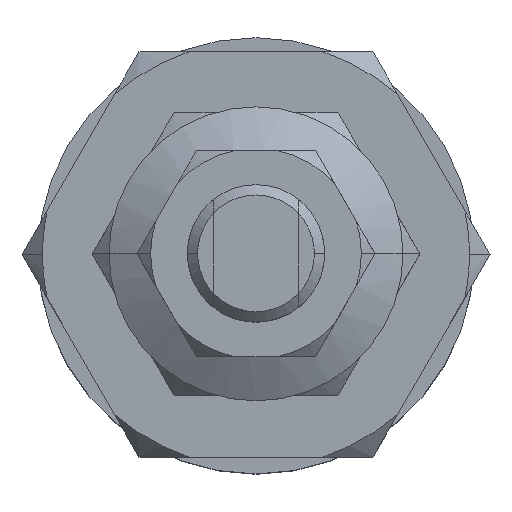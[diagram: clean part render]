
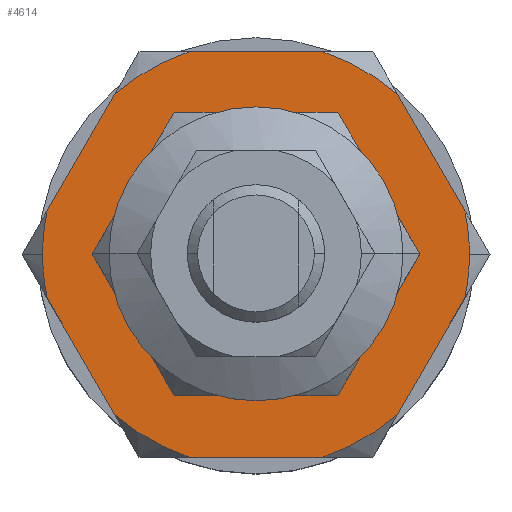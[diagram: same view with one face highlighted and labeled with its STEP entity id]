
A CAD part, top view. The second image highlights one B-rep face of the part: STEP entity #4614.
In plain terms, the highlighted planar face has unit normal (0, 0, 1).
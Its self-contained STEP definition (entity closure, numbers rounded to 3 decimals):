
#3490=CARTESIAN_POINT('',(342.471,-52.6,122.525));
#3491=VERTEX_POINT('',#3490);
#3507=CARTESIAN_POINT('',(381.471,-52.6,122.525));
#3508=VERTEX_POINT('',#3507);
#3515=CARTESIAN_POINT('',(361.971,-52.6,122.525));
#3516=DIRECTION('',(0.0,0.0,-1.0));
#3517=DIRECTION('',(-1.0,0.0,0.0));
#3518=AXIS2_PLACEMENT_3D('',#3515,#3516,#3517);
#3519=CIRCLE('',#3518,19.5);
#3520=EDGE_CURVE('',#3491,#3508,#3519,.T.);
#3530=CARTESIAN_POINT('',(393.035,-52.6,122.525));
#3531=VERTEX_POINT('',#3530);
#3540=CARTESIAN_POINT('',(392.384,-58.922,122.525));
#3541=VERTEX_POINT('',#3540);
#3542=CARTESIAN_POINT('',(361.971,-52.6,122.525));
#3543=DIRECTION('',(0.0,0.0,1.0));
#3544=DIRECTION('',(1.0,0.0,0.0));
#3545=AXIS2_PLACEMENT_3D('',#3542,#3543,#3544);
#3546=CIRCLE('',#3545,31.064);
#3547=EDGE_CURVE('',#3541,#3531,#3546,.T.);
#3572=CARTESIAN_POINT('',(330.907,-52.6,122.525));
#3573=VERTEX_POINT('',#3572);
#3580=CARTESIAN_POINT('',(331.557,-58.922,122.525));
#3581=VERTEX_POINT('',#3580);
#3595=CARTESIAN_POINT('',(361.971,-52.6,122.525));
#3596=DIRECTION('',(0.0,0.0,1.0));
#3597=DIRECTION('',(1.0,0.0,0.0));
#3598=AXIS2_PLACEMENT_3D('',#3595,#3596,#3597);
#3599=CIRCLE('',#3598,31.064);
#3600=EDGE_CURVE('',#3573,#3581,#3599,.T.);
#4109=CARTESIAN_POINT('',(331.557,-46.278,122.525));
#4110=VERTEX_POINT('',#4109);
#4111=CARTESIAN_POINT('',(361.971,-52.6,122.525));
#4112=DIRECTION('',(0.0,0.0,1.0));
#4113=DIRECTION('',(1.0,0.0,0.0));
#4114=AXIS2_PLACEMENT_3D('',#4111,#4112,#4113);
#4115=CIRCLE('',#4114,31.064);
#4116=EDGE_CURVE('',#4110,#3573,#4115,.T.);
#4139=CARTESIAN_POINT('',(352.239,-82.1,122.525));
#4140=VERTEX_POINT('',#4139);
#4156=CARTESIAN_POINT('',(341.289,-75.778,122.525));
#4157=VERTEX_POINT('',#4156);
#4158=CARTESIAN_POINT('',(361.971,-52.6,122.525));
#4159=DIRECTION('',(0.0,0.0,1.0));
#4160=DIRECTION('',(1.0,0.0,0.0));
#4161=AXIS2_PLACEMENT_3D('',#4158,#4159,#4160);
#4162=CIRCLE('',#4161,31.064);
#4163=EDGE_CURVE('',#4157,#4140,#4162,.T.);
#4188=CARTESIAN_POINT('',(352.239,-23.1,122.525));
#4189=VERTEX_POINT('',#4188);
#4203=CARTESIAN_POINT('',(341.289,-29.422,122.525));
#4204=VERTEX_POINT('',#4203);
#4218=CARTESIAN_POINT('',(361.971,-52.6,122.525));
#4219=DIRECTION('',(0.0,0.0,1.0));
#4220=DIRECTION('',(1.0,0.0,0.0));
#4221=AXIS2_PLACEMENT_3D('',#4218,#4219,#4220);
#4222=CIRCLE('',#4221,31.064);
#4223=EDGE_CURVE('',#4189,#4204,#4222,.T.);
#4235=CARTESIAN_POINT('',(382.653,-29.422,122.525));
#4236=VERTEX_POINT('',#4235);
#4250=CARTESIAN_POINT('',(371.702,-23.1,122.525));
#4251=VERTEX_POINT('',#4250);
#4265=CARTESIAN_POINT('',(361.971,-52.6,122.525));
#4266=DIRECTION('',(0.0,0.0,1.0));
#4267=DIRECTION('',(1.0,0.0,0.0));
#4268=AXIS2_PLACEMENT_3D('',#4265,#4266,#4267);
#4269=CIRCLE('',#4268,31.064);
#4270=EDGE_CURVE('',#4236,#4251,#4269,.T.);
#4280=CARTESIAN_POINT('',(382.653,-75.778,122.525));
#4281=VERTEX_POINT('',#4280);
#4297=CARTESIAN_POINT('',(371.702,-82.1,122.525));
#4298=VERTEX_POINT('',#4297);
#4299=CARTESIAN_POINT('',(361.971,-52.6,122.525));
#4300=DIRECTION('',(0.0,0.0,1.0));
#4301=DIRECTION('',(1.0,0.0,0.0));
#4302=AXIS2_PLACEMENT_3D('',#4299,#4300,#4301);
#4303=CIRCLE('',#4302,31.064);
#4304=EDGE_CURVE('',#4298,#4281,#4303,.T.);
#4328=CARTESIAN_POINT('',(392.384,-46.278,122.525));
#4329=VERTEX_POINT('',#4328);
#4343=CARTESIAN_POINT('',(361.971,-52.6,122.525));
#4344=DIRECTION('',(0.0,0.0,1.0));
#4345=DIRECTION('',(1.0,0.0,0.0));
#4346=AXIS2_PLACEMENT_3D('',#4343,#4344,#4345);
#4347=CIRCLE('',#4346,31.064);
#4348=EDGE_CURVE('',#3531,#4329,#4347,.T.);
#4430=CARTESIAN_POINT('',(382.653,-29.422,122.525));
#4431=DIRECTION('',(0.5,-0.866,0.0));
#4432=VECTOR('',#4431,19.463);
#4433=LINE('',#4430,#4432);
#4434=EDGE_CURVE('',#4236,#4329,#4433,.T.);
#4461=CARTESIAN_POINT('',(352.239,-23.1,122.525));
#4462=DIRECTION('',(1.0,0.0,0.0));
#4463=VECTOR('',#4462,19.463);
#4464=LINE('',#4461,#4463);
#4465=EDGE_CURVE('',#4189,#4251,#4464,.T.);
#4487=CARTESIAN_POINT('',(331.557,-46.278,122.525));
#4488=DIRECTION('',(0.5,0.866,0.0));
#4489=VECTOR('',#4488,19.463);
#4490=LINE('',#4487,#4489);
#4491=EDGE_CURVE('',#4110,#4204,#4490,.T.);
#4504=CARTESIAN_POINT('',(361.971,-52.6,122.525));
#4505=DIRECTION('',(0.0,0.0,-1.0));
#4506=DIRECTION('',(-1.0,0.0,0.0));
#4507=AXIS2_PLACEMENT_3D('',#4504,#4505,#4506);
#4508=CIRCLE('',#4507,19.5);
#4509=EDGE_CURVE('',#3508,#3491,#4508,.T.);
#4524=CARTESIAN_POINT('',(392.384,-58.922,122.525));
#4525=DIRECTION('',(-0.5,-0.866,0.0));
#4526=VECTOR('',#4525,19.463);
#4527=LINE('',#4524,#4526);
#4528=EDGE_CURVE('',#3541,#4281,#4527,.T.);
#4550=CARTESIAN_POINT('',(371.702,-82.1,122.525));
#4551=DIRECTION('',(-1.0,0.0,0.0));
#4552=VECTOR('',#4551,19.463);
#4553=LINE('',#4550,#4552);
#4554=EDGE_CURVE('',#4298,#4140,#4553,.T.);
#4576=CARTESIAN_POINT('',(341.289,-75.778,122.525));
#4577=DIRECTION('',(-0.5,0.866,0.0));
#4578=VECTOR('',#4577,19.463);
#4579=LINE('',#4576,#4578);
#4580=EDGE_CURVE('',#4157,#3581,#4579,.T.);
#4589=CARTESIAN_POINT('',(344.939,-23.1,122.525));
#4590=DIRECTION('',(0.0,0.0,-1.0));
#4591=DIRECTION('',(-1.0,0.0,0.0));
#4592=AXIS2_PLACEMENT_3D('',#4589,#4590,#4591);
#4593=PLANE('',#4592);
#4594=ORIENTED_EDGE('',*,*,#3547,.T.);
#4595=ORIENTED_EDGE('',*,*,#4348,.T.);
#4596=ORIENTED_EDGE('',*,*,#4434,.F.);
#4597=ORIENTED_EDGE('',*,*,#4270,.T.);
#4598=ORIENTED_EDGE('',*,*,#4465,.F.);
#4599=ORIENTED_EDGE('',*,*,#4223,.T.);
#4600=ORIENTED_EDGE('',*,*,#4491,.F.);
#4601=ORIENTED_EDGE('',*,*,#4116,.T.);
#4602=ORIENTED_EDGE('',*,*,#3600,.T.);
#4603=ORIENTED_EDGE('',*,*,#4580,.F.);
#4604=ORIENTED_EDGE('',*,*,#4163,.T.);
#4605=ORIENTED_EDGE('',*,*,#4554,.F.);
#4606=ORIENTED_EDGE('',*,*,#4304,.T.);
#4607=ORIENTED_EDGE('',*,*,#4528,.F.);
#4608=EDGE_LOOP('',(#4594,#4595,#4596,#4597,#4598,#4599,#4600,#4601,#4602,#4603,#4604,#4605,#4606,#4607));
#4609=FACE_OUTER_BOUND('',#4608,.T.);
#4610=ORIENTED_EDGE('',*,*,#3520,.T.);
#4611=ORIENTED_EDGE('',*,*,#4509,.T.);
#4612=EDGE_LOOP('',(#4610,#4611));
#4613=FACE_BOUND('',#4612,.T.);
#4614=ADVANCED_FACE('',(#4609,#4613),#4593,.F.);
